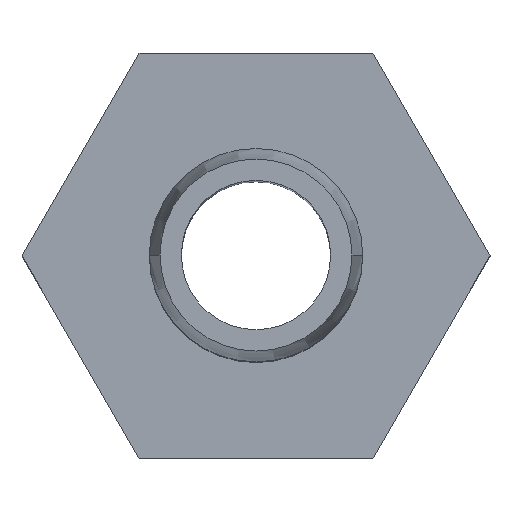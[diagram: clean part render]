
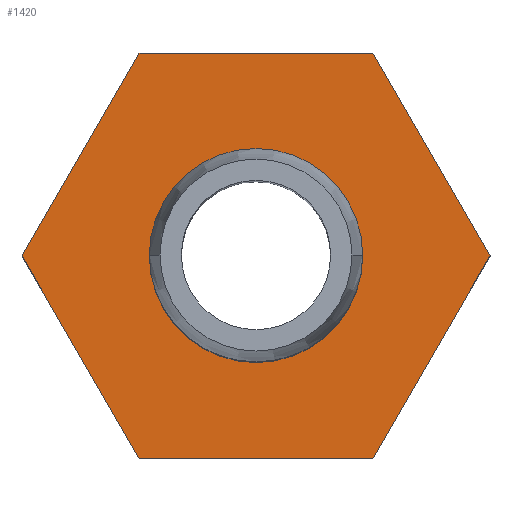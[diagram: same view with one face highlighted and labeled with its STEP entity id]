
A CAD part, top view. The second image highlights one B-rep face of the part: STEP entity #1420.
In plain terms, the highlighted planar face has unit normal (0, 0, 1).
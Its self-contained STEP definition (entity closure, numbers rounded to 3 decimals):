
#720=CARTESIAN_POINT('',(0.,0.,6.));
#730=DIRECTION('',(0.,0.,1.));
#740=DIRECTION('',(1.,0.,0.));
#750=AXIS2_PLACEMENT_3D('',#720,#730,#740);
#760=PLANE('',#750);
#770=CARTESIAN_POINT('',(0.,0.,6.));
#780=DIRECTION('',(0.,0.,-1.));
#790=DIRECTION('',(1.,0.,0.));
#800=AXIS2_PLACEMENT_3D('',#770,#780,#790);
#810=CIRCLE('',#800,5.);
#820=CARTESIAN_POINT('',(5.,0.,6.));
#830=VERTEX_POINT('',#820);
#840=CARTESIAN_POINT('',(-5.,0.,6.));
#850=VERTEX_POINT('',#840);
#860=EDGE_CURVE('',#830,#850,#810,.T.);
#870=ORIENTED_EDGE('',*,*,#860,.T.);
#880=EDGE_CURVE('',#850,#830,#810,.T.);
#890=ORIENTED_EDGE('',*,*,#880,.T.);
#900=EDGE_LOOP('',(#890,#870));
#910=FACE_BOUND('',#900,.T.);
#920=CARTESIAN_POINT('',(10.97,0.,6.));
#930=DIRECTION('',(-0.5,0.866,0.));
#940=VECTOR('',#930,1.);
#950=LINE('',#920,#940);
#960=CARTESIAN_POINT('',(10.97,0.,6.));
#970=VERTEX_POINT('',#960);
#980=CARTESIAN_POINT('',(5.485,9.5,6.));
#990=VERTEX_POINT('',#980);
#1000=EDGE_CURVE('',#970,#990,#950,.T.);
#1010=ORIENTED_EDGE('',*,*,#1000,.T.);
#1020=CARTESIAN_POINT('',(10.97,0.,6.));
#1030=DIRECTION('',(0.5,0.866,0.));
#1040=VECTOR('',#1030,1.);
#1050=LINE('',#1020,#1040);
#1060=CARTESIAN_POINT('',(5.485,-9.5,6.));
#1070=VERTEX_POINT('',#1060);
#1080=EDGE_CURVE('',#1070,#970,#1050,.T.);
#1090=ORIENTED_EDGE('',*,*,#1080,.T.);
#1100=CARTESIAN_POINT('',(0.,-9.5,6.));
#1110=DIRECTION('',(-1.,0.,0.));
#1120=VECTOR('',#1110,1.);
#1130=LINE('',#1100,#1120);
#1140=CARTESIAN_POINT('',(-5.485,-9.5,6.));
#1150=VERTEX_POINT('',#1140);
#1160=EDGE_CURVE('',#1070,#1150,#1130,.T.);
#1170=ORIENTED_EDGE('',*,*,#1160,.F.);
#1180=CARTESIAN_POINT('',(-10.97,0.,6.));
#1190=DIRECTION('',(0.5,-0.866,0.));
#1200=VECTOR('',#1190,1.);
#1210=LINE('',#1180,#1200);
#1220=CARTESIAN_POINT('',(-10.97,0.,6.));
#1230=VERTEX_POINT('',#1220);
#1240=EDGE_CURVE('',#1230,#1150,#1210,.T.);
#1250=ORIENTED_EDGE('',*,*,#1240,.T.);
#1260=CARTESIAN_POINT('',(-10.97,0.,6.));
#1270=DIRECTION('',(-0.5,-0.866,0.));
#1280=VECTOR('',#1270,1.);
#1290=LINE('',#1260,#1280);
#1300=CARTESIAN_POINT('',(-5.485,9.5,6.));
#1310=VERTEX_POINT('',#1300);
#1320=EDGE_CURVE('',#1310,#1230,#1290,.T.);
#1330=ORIENTED_EDGE('',*,*,#1320,.T.);
#1340=CARTESIAN_POINT('',(0.,9.5,6.));
#1350=DIRECTION('',(-1.,0.,0.));
#1360=VECTOR('',#1350,1.);
#1370=LINE('',#1340,#1360);
#1380=EDGE_CURVE('',#990,#1310,#1370,.T.);
#1390=ORIENTED_EDGE('',*,*,#1380,.T.);
#1400=EDGE_LOOP('',(#1390,#1330,#1250,#1170,#1090,#1010));
#1410=FACE_OUTER_BOUND('',#1400,.T.);
#1420=ADVANCED_FACE('',(#910,#1410),#760,.T.);
